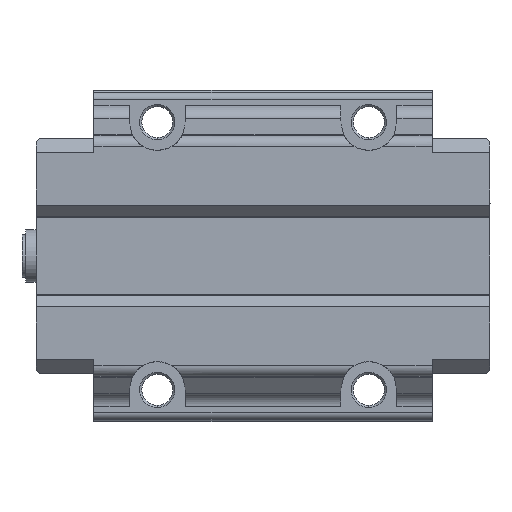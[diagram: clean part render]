
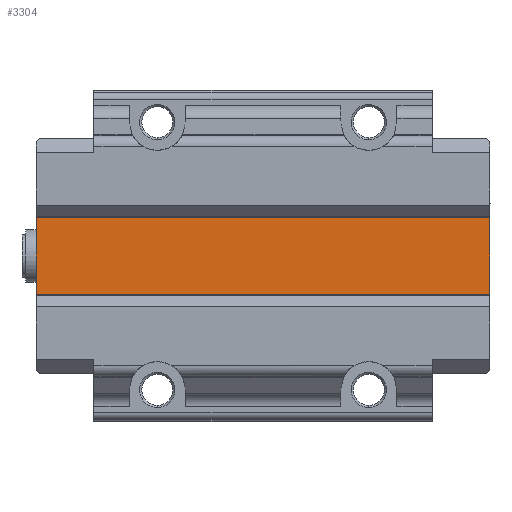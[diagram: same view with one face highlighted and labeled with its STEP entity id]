
A CAD part, front view. The second image highlights one B-rep face of the part: STEP entity #3304.
In plain terms, the highlighted planar face has unit normal (0, -1, 0).
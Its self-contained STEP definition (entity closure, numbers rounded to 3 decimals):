
#46 = ORIENTED_EDGE ( 'NONE', *, *, #2696, .T. ) ;
#205 = PLANE ( 'NONE',  #4275 ) ;
#300 = CARTESIAN_POINT ( 'NONE',  ( 32.2, 10., -5.6 ) ) ;
#601 = CARTESIAN_POINT ( 'NONE',  ( 32.2, 10., -5.6 ) ) ;
#692 = CARTESIAN_POINT ( 'NONE',  ( 32.2, 10., -5.6 ) ) ;
#1510 = CARTESIAN_POINT ( 'NONE',  ( 32.2, 10., -5.6 ) ) ;
#1544 = DIRECTION ( 'NONE',  ( 0., 0., -1. ) ) ;
#1637 = VERTEX_POINT ( 'NONE', #2716 ) ;
#1945 = FACE_OUTER_BOUND ( 'NONE', #3136, .T. ) ;
#1976 = DIRECTION ( 'NONE',  ( 0., -1., 0. ) ) ;
#2146 = VECTOR ( 'NONE', #2782, 1000. ) ;
#2234 = EDGE_CURVE ( 'NONE', #5647, #4192, #2910, .T. ) ;
#2356 = CARTESIAN_POINT ( 'NONE',  ( -32.2, 10., -5.6 ) ) ;
#2560 = VECTOR ( 'NONE', #2586, 1000. ) ;
#2586 = DIRECTION ( 'NONE',  ( -1., 0., 0. ) ) ;
#2696 = EDGE_CURVE ( 'NONE', #1637, #4050, #5397, .T. ) ;
#2716 = CARTESIAN_POINT ( 'NONE',  ( -32.2, 10., 5.6 ) ) ;
#2782 = DIRECTION ( 'NONE',  ( 0., 0., -1. ) ) ;
#2910 = LINE ( 'NONE', #300, #3773 ) ;
#3112 = CARTESIAN_POINT ( 'NONE',  ( -32.2, 10., -5.6 ) ) ;
#3136 = EDGE_LOOP ( 'NONE', ( #5156, #4536, #46, #4268 ) ) ;
#3304 = ADVANCED_FACE ( 'NONE', ( #1945 ), #205, .T. ) ;
#3390 = LINE ( 'NONE', #692, #4598 ) ;
#3508 = DIRECTION ( 'NONE',  ( 0., 0., 1. ) ) ;
#3773 = VECTOR ( 'NONE', #3508, 1000. ) ;
#4050 = VERTEX_POINT ( 'NONE', #3112 ) ;
#4192 = VERTEX_POINT ( 'NONE', #5223 ) ;
#4268 = ORIENTED_EDGE ( 'NONE', *, *, #5355, .T. ) ;
#4275 = AXIS2_PLACEMENT_3D ( 'NONE', #1510, #1976, #1544 ) ;
#4536 = ORIENTED_EDGE ( 'NONE', *, *, #4915, .T. ) ;
#4598 = VECTOR ( 'NONE', #4693, 1000. ) ;
#4693 = DIRECTION ( 'NONE',  ( 1., 0., 0. ) ) ;
#4697 = LINE ( 'NONE', #4720, #2560 ) ;
#4720 = CARTESIAN_POINT ( 'NONE',  ( 32.2, 10., 5.6 ) ) ;
#4915 = EDGE_CURVE ( 'NONE', #4192, #1637, #4697, .T. ) ;
#5156 = ORIENTED_EDGE ( 'NONE', *, *, #2234, .T. ) ;
#5223 = CARTESIAN_POINT ( 'NONE',  ( 32.2, 10., 5.6 ) ) ;
#5355 = EDGE_CURVE ( 'NONE', #4050, #5647, #3390, .T. ) ;
#5397 = LINE ( 'NONE', #2356, #2146 ) ;
#5647 = VERTEX_POINT ( 'NONE', #601 ) ;
